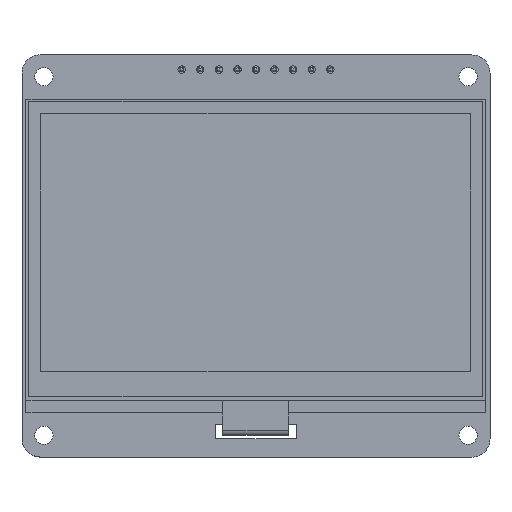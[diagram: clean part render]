
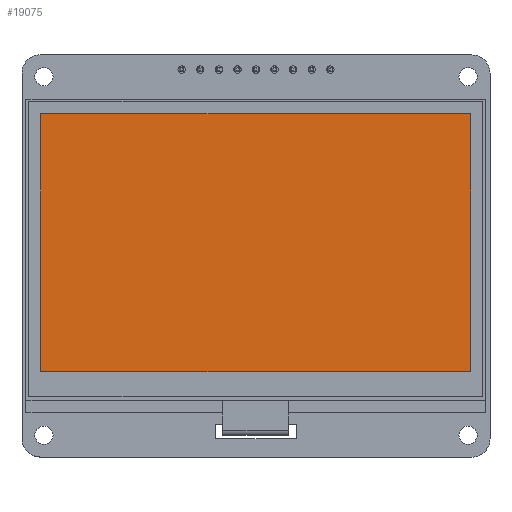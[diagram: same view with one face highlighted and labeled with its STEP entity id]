
A CAD part, top view. The second image highlights one B-rep face of the part: STEP entity #19075.
In plain terms, the highlighted face is planar.
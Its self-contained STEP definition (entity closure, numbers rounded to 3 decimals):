
#648=PLANE('',#20252);
#1536=FACE_OUTER_BOUND('',#2596,.T.);
#2596=EDGE_LOOP('',(#14603,#14604,#14605,#14606));
#4035=LINE('',#27893,#6491);
#4039=LINE('',#27900,#6495);
#4042=LINE('',#27906,#6498);
#4044=LINE('',#27909,#6500);
#6491=VECTOR('',#22643,10.);
#6495=VECTOR('',#22649,10.);
#6498=VECTOR('',#22654,10.);
#6500=VECTOR('',#22658,10.);
#9003=VERTEX_POINT('',#27890);
#9004=VERTEX_POINT('',#27892);
#9006=VERTEX_POINT('',#27898);
#9008=VERTEX_POINT('',#27904);
#11079=EDGE_CURVE('',#9004,#9003,#4035,.T.);
#11083=EDGE_CURVE('',#9003,#9006,#4039,.T.);
#11086=EDGE_CURVE('',#9006,#9008,#4042,.T.);
#11088=EDGE_CURVE('',#9008,#9004,#4044,.T.);
#14603=ORIENTED_EDGE('',*,*,#11088,.T.);
#14604=ORIENTED_EDGE('',*,*,#11079,.T.);
#14605=ORIENTED_EDGE('',*,*,#11083,.T.);
#14606=ORIENTED_EDGE('',*,*,#11086,.T.);
#19075=ADVANCED_FACE('',(#1536),#648,.F.);
#20252=AXIS2_PLACEMENT_3D('',#27911,#22661,#22662);
#22643=DIRECTION('',(1.,0.,0.));
#22649=DIRECTION('',(0.,-1.,0.));
#22654=DIRECTION('',(-1.,0.,0.));
#22658=DIRECTION('',(0.,1.,0.));
#22661=DIRECTION('center_axis',(0.,0.,1.));
#22662=DIRECTION('ref_axis',(-1.,0.,0.));
#27890=CARTESIAN_POINT('',(58.8,35.28,0.));
#27892=CARTESIAN_POINT('',(0.,35.28,0.));
#27893=CARTESIAN_POINT('',(0.,35.28,0.));
#27898=CARTESIAN_POINT('',(58.8,0.,0.));
#27900=CARTESIAN_POINT('',(58.8,35.28,0.));
#27904=CARTESIAN_POINT('',(0.,0.,0.));
#27906=CARTESIAN_POINT('',(58.8,0.,0.));
#27909=CARTESIAN_POINT('',(0.,0.,0.));
#27911=CARTESIAN_POINT('Origin',(29.4,17.64,0.));
